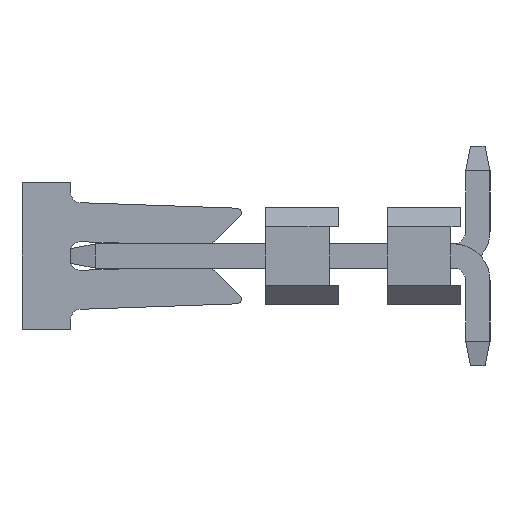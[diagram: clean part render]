
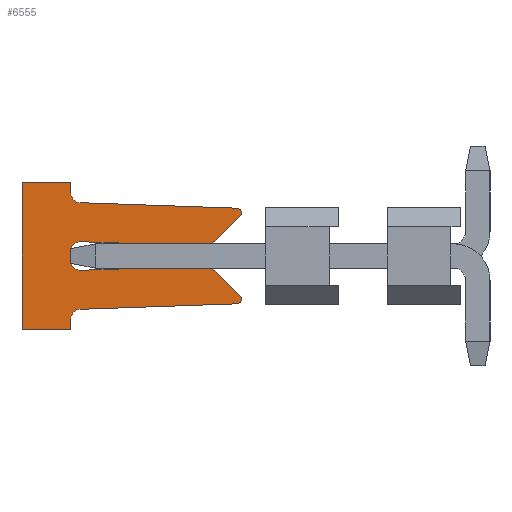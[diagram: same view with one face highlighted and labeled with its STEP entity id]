
A CAD part, left-side view. The second image highlights one B-rep face of the part: STEP entity #6555.
In plain terms, the highlighted planar face has unit normal (-1, 0, 0).
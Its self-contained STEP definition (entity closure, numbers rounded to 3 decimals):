
#6334=CARTESIAN_POINT('',(5.75,4.597,0.981));
#6335=VERTEX_POINT('',#6334);
#6336=CARTESIAN_POINT('',(5.75,7.807,1.093));
#6337=VERTEX_POINT('',#6336);
#6338=CARTESIAN_POINT('',(5.75,4.597,0.981));
#6339=DIRECTION('',(0.,0.999,0.035));
#6340=VECTOR('',#6339,3.212);
#6341=LINE('',#6338,#6340);
#6342=EDGE_CURVE('',#6335,#6337,#6341,.T.);
#6369=CARTESIAN_POINT('',(5.75,8.,0.));
#6370=DIRECTION('',(0.,0.,-1.));
#6371=DIRECTION('',(-1.,-0.,-0.));
#6372=AXIS2_PLACEMENT_3D('',#6369,#6371,#6370);
#6373=PLANE('',#6372);
#6374=CARTESIAN_POINT('',(5.75,4.597,-0.981));
#6375=VERTEX_POINT('',#6374);
#6376=CARTESIAN_POINT('',(5.75,4.529,-0.81));
#6377=VERTEX_POINT('',#6376);
#6378=CARTESIAN_POINT('',(5.75,4.6,-0.881));
#6379=DIRECTION('',(0.,-0.035,-0.999));
#6380=DIRECTION('',(-1.,0.,0.));
#6381=AXIS2_PLACEMENT_3D('',#6378,#6380,#6379);
#6382=CIRCLE('',#6381,0.1);
#6383=EDGE_CURVE('',#6375,#6377,#6382,.T.);
#6384=ORIENTED_EDGE('',*,*,#6383,.T.);
#6385=CARTESIAN_POINT('',(5.75,4.983,-0.356));
#6386=VERTEX_POINT('',#6385);
#6387=CARTESIAN_POINT('',(5.75,4.529,-0.81));
#6388=DIRECTION('',(0.,0.707,0.707));
#6389=VECTOR('',#6388,0.642);
#6390=LINE('',#6387,#6389);
#6391=EDGE_CURVE('',#6377,#6386,#6390,.T.);
#6392=ORIENTED_EDGE('',*,*,#6391,.T.);
#6393=CARTESIAN_POINT('',(5.75,5.337,-0.21));
#6394=VERTEX_POINT('',#6393);
#6395=CARTESIAN_POINT('',(5.75,5.337,-0.71));
#6396=DIRECTION('',(0.,-0.707,0.707));
#6397=DIRECTION('',(-1.,0.,0.));
#6398=AXIS2_PLACEMENT_3D('',#6395,#6397,#6396);
#6399=CIRCLE('',#6398,0.5);
#6400=EDGE_CURVE('',#6386,#6394,#6399,.T.);
#6401=ORIENTED_EDGE('',*,*,#6400,.T.);
#6402=CARTESIAN_POINT('',(5.75,5.354,-0.21));
#6403=VERTEX_POINT('',#6402);
#6404=CARTESIAN_POINT('',(5.75,5.337,-0.71));
#6405=DIRECTION('',(0.,0.,1.));
#6406=DIRECTION('',(-1.,0.,0.));
#6407=AXIS2_PLACEMENT_3D('',#6404,#6406,#6405);
#6408=CIRCLE('',#6407,0.5);
#6409=TRIMMED_CURVE('',#6408,(PARAMETER_VALUE(0.)),(PARAMETER_VALUE(0.034)),.T.,.PARAMETER.);
#6410=EDGE_CURVE('',#6394,#6403,#6409,.T.);
#6411=ORIENTED_EDGE('',*,*,#6410,.T.);
#6412=CARTESIAN_POINT('',(5.75,7.793,-0.293));
#6413=VERTEX_POINT('',#6412);
#6414=CARTESIAN_POINT('',(5.75,5.354,-0.21));
#6415=DIRECTION('',(0.,0.999,-0.034));
#6416=VECTOR('',#6415,2.441);
#6417=LINE('',#6414,#6416);
#6418=EDGE_CURVE('',#6403,#6413,#6417,.T.);
#6419=ORIENTED_EDGE('',*,*,#6418,.T.);
#6420=CARTESIAN_POINT('',(5.75,8.,-0.093));
#6421=VERTEX_POINT('',#6420);
#6422=CARTESIAN_POINT('',(5.75,7.8,-0.093));
#6423=DIRECTION('',(0.,-0.034,-0.999));
#6424=DIRECTION('',(1.,0.,0.));
#6425=AXIS2_PLACEMENT_3D('',#6422,#6424,#6423);
#6426=CIRCLE('',#6425,0.2);
#6427=EDGE_CURVE('',#6413,#6421,#6426,.T.);
#6428=ORIENTED_EDGE('',*,*,#6427,.T.);
#6429=CARTESIAN_POINT('',(5.75,8.,0.093));
#6430=VERTEX_POINT('',#6429);
#6431=CARTESIAN_POINT('',(5.75,8.,-0.093));
#6432=DIRECTION('',(0.,0.,1.));
#6433=VECTOR('',#6432,0.186);
#6434=LINE('',#6431,#6433);
#6435=EDGE_CURVE('',#6421,#6430,#6434,.T.);
#6436=ORIENTED_EDGE('',*,*,#6435,.T.);
#6437=CARTESIAN_POINT('',(5.75,7.793,0.293));
#6438=VERTEX_POINT('',#6437);
#6439=CARTESIAN_POINT('',(5.75,7.8,0.093));
#6440=DIRECTION('',(0.,1.,0.));
#6441=DIRECTION('',(1.,0.,0.));
#6442=AXIS2_PLACEMENT_3D('',#6439,#6441,#6440);
#6443=CIRCLE('',#6442,0.2);
#6444=EDGE_CURVE('',#6430,#6438,#6443,.T.);
#6445=ORIENTED_EDGE('',*,*,#6444,.T.);
#6446=CARTESIAN_POINT('',(5.75,5.354,0.21));
#6447=VERTEX_POINT('',#6446);
#6448=CARTESIAN_POINT('',(5.75,7.793,0.293));
#6449=DIRECTION('',(0.,-0.999,-0.034));
#6450=VECTOR('',#6449,2.441);
#6451=LINE('',#6448,#6450);
#6452=EDGE_CURVE('',#6438,#6447,#6451,.T.);
#6453=ORIENTED_EDGE('',*,*,#6452,.T.);
#6454=CARTESIAN_POINT('',(5.75,5.337,0.21));
#6455=VERTEX_POINT('',#6454);
#6456=CARTESIAN_POINT('',(5.75,5.337,0.71));
#6457=DIRECTION('',(0.,0.034,-0.999));
#6458=DIRECTION('',(-1.,0.,0.));
#6459=AXIS2_PLACEMENT_3D('',#6456,#6458,#6457);
#6460=CIRCLE('',#6459,0.5);
#6461=TRIMMED_CURVE('',#6460,(PARAMETER_VALUE(0.)),(PARAMETER_VALUE(0.034)),.T.,.PARAMETER.);
#6462=EDGE_CURVE('',#6447,#6455,#6461,.T.);
#6463=ORIENTED_EDGE('',*,*,#6462,.T.);
#6464=CARTESIAN_POINT('',(5.75,4.983,0.356));
#6465=VERTEX_POINT('',#6464);
#6466=CARTESIAN_POINT('',(5.75,5.337,0.71));
#6467=DIRECTION('',(0.,0.,-1.));
#6468=DIRECTION('',(-1.,0.,0.));
#6469=AXIS2_PLACEMENT_3D('',#6466,#6468,#6467);
#6470=CIRCLE('',#6469,0.5);
#6471=EDGE_CURVE('',#6455,#6465,#6470,.T.);
#6472=ORIENTED_EDGE('',*,*,#6471,.T.);
#6473=CARTESIAN_POINT('',(5.75,4.529,0.81));
#6474=VERTEX_POINT('',#6473);
#6475=CARTESIAN_POINT('',(5.75,4.983,0.356));
#6476=DIRECTION('',(0.,-0.707,0.707));
#6477=VECTOR('',#6476,0.642);
#6478=LINE('',#6475,#6477);
#6479=EDGE_CURVE('',#6465,#6474,#6478,.T.);
#6480=ORIENTED_EDGE('',*,*,#6479,.T.);
#6481=CARTESIAN_POINT('',(5.75,4.6,0.881));
#6482=DIRECTION('',(0.,-0.707,-0.707));
#6483=DIRECTION('',(-1.,0.,0.));
#6484=AXIS2_PLACEMENT_3D('',#6481,#6483,#6482);
#6485=CIRCLE('',#6484,0.1);
#6486=EDGE_CURVE('',#6474,#6335,#6485,.T.);
#6487=ORIENTED_EDGE('',*,*,#6486,.T.);
#6488=ORIENTED_EDGE('',*,*,#6342,.T.);
#6489=CARTESIAN_POINT('',(5.75,8.,1.293));
#6490=VERTEX_POINT('',#6489);
#6491=CARTESIAN_POINT('',(5.75,7.8,1.293));
#6492=DIRECTION('',(0.,0.035,-0.999));
#6493=DIRECTION('',(1.,0.,0.));
#6494=AXIS2_PLACEMENT_3D('',#6491,#6493,#6492);
#6495=CIRCLE('',#6494,0.2);
#6496=EDGE_CURVE('',#6337,#6490,#6495,.T.);
#6497=ORIENTED_EDGE('',*,*,#6496,.T.);
#6498=CARTESIAN_POINT('',(5.75,8.,1.5));
#6499=VERTEX_POINT('',#6498);
#6500=CARTESIAN_POINT('',(5.75,8.,1.293));
#6501=DIRECTION('',(0.,0.,1.));
#6502=VECTOR('',#6501,0.207);
#6503=LINE('',#6500,#6502);
#6504=EDGE_CURVE('',#6490,#6499,#6503,.T.);
#6505=ORIENTED_EDGE('',*,*,#6504,.T.);
#6506=CARTESIAN_POINT('',(5.75,9.,1.5));
#6507=VERTEX_POINT('',#6506);
#6508=CARTESIAN_POINT('',(5.75,8.,1.5));
#6509=DIRECTION('',(0.,1.,0.));
#6510=VECTOR('',#6509,1.);
#6511=LINE('',#6508,#6510);
#6512=EDGE_CURVE('',#6499,#6507,#6511,.T.);
#6513=ORIENTED_EDGE('',*,*,#6512,.T.);
#6514=CARTESIAN_POINT('',(5.75,9.,-1.5));
#6515=VERTEX_POINT('',#6514);
#6516=CARTESIAN_POINT('',(5.75,9.,1.5));
#6517=DIRECTION('',(0.,0.,-1.));
#6518=VECTOR('',#6517,3.);
#6519=LINE('',#6516,#6518);
#6520=EDGE_CURVE('',#6507,#6515,#6519,.T.);
#6521=ORIENTED_EDGE('',*,*,#6520,.T.);
#6522=CARTESIAN_POINT('',(5.75,8.,-1.5));
#6523=VERTEX_POINT('',#6522);
#6524=CARTESIAN_POINT('',(5.75,9.,-1.5));
#6525=DIRECTION('',(0.,-1.,0.));
#6526=VECTOR('',#6525,1.);
#6527=LINE('',#6524,#6526);
#6528=EDGE_CURVE('',#6515,#6523,#6527,.T.);
#6529=ORIENTED_EDGE('',*,*,#6528,.T.);
#6530=CARTESIAN_POINT('',(5.75,8.,-1.293));
#6531=VERTEX_POINT('',#6530);
#6532=CARTESIAN_POINT('',(5.75,8.,-1.5));
#6533=DIRECTION('',(0.,0.,1.));
#6534=VECTOR('',#6533,0.207);
#6535=LINE('',#6532,#6534);
#6536=EDGE_CURVE('',#6523,#6531,#6535,.T.);
#6537=ORIENTED_EDGE('',*,*,#6536,.T.);
#6538=CARTESIAN_POINT('',(5.75,7.807,-1.093));
#6539=VERTEX_POINT('',#6538);
#6540=CARTESIAN_POINT('',(5.75,7.8,-1.293));
#6541=DIRECTION('',(0.,1.,0.));
#6542=DIRECTION('',(1.,0.,0.));
#6543=AXIS2_PLACEMENT_3D('',#6540,#6542,#6541);
#6544=CIRCLE('',#6543,0.2);
#6545=EDGE_CURVE('',#6531,#6539,#6544,.T.);
#6546=ORIENTED_EDGE('',*,*,#6545,.T.);
#6547=CARTESIAN_POINT('',(5.75,7.807,-1.093));
#6548=DIRECTION('',(0.,-0.999,0.035));
#6549=VECTOR('',#6548,3.212);
#6550=LINE('',#6547,#6549);
#6551=EDGE_CURVE('',#6539,#6375,#6550,.T.);
#6552=ORIENTED_EDGE('',*,*,#6551,.T.);
#6553=EDGE_LOOP('',(#6384,#6392,#6401,#6411,#6419,#6428,#6436,#6445,#6453,#6463,#6472,#6480,#6487,#6488,#6497,#6505,#6513,#6521,#6529,#6537,#6546,#6552));
#6554=FACE_OUTER_BOUND('',#6553,.T.);
#6555=ADVANCED_FACE('',(#6554),#6373,.T.);
